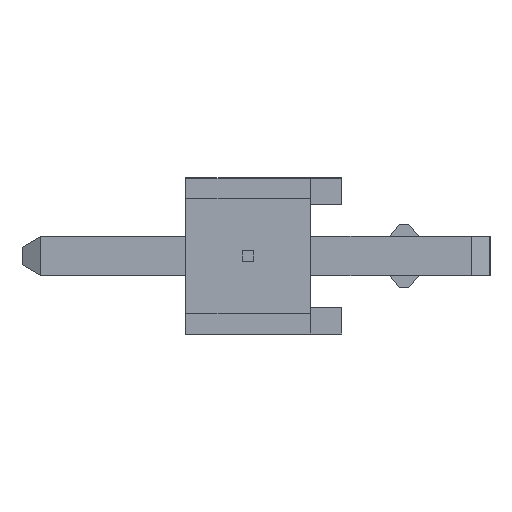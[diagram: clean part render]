
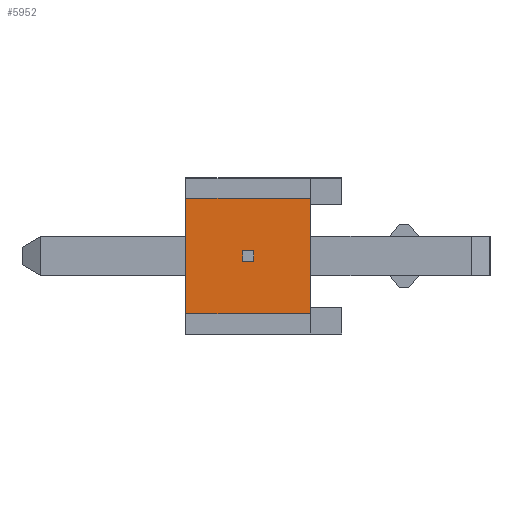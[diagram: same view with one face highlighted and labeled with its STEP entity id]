
A CAD part, left-side view. The second image highlights one B-rep face of the part: STEP entity #5952.
In plain terms, the highlighted planar face has unit normal (-1, 0, 0).
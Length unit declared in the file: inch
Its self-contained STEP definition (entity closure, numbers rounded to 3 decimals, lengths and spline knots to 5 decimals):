
#1243=ORIENTED_EDGE('',*,*,#2443,.F.);
#1244=ORIENTED_EDGE('',*,*,#2444,.F.);
#1245=ORIENTED_EDGE('',*,*,#2445,.F.);
#1246=ORIENTED_EDGE('',*,*,#2446,.F.);
#1247=ORIENTED_EDGE('',*,*,#2447,.F.);
#1248=ORIENTED_EDGE('',*,*,#2448,.F.);
#1249=ORIENTED_EDGE('',*,*,#2449,.F.);
#1250=ORIENTED_EDGE('',*,*,#2450,.F.);
#2443=EDGE_CURVE('',#3023,#3024,#3795,.T.);
#2444=EDGE_CURVE('',#3025,#3023,#3796,.T.);
#2445=EDGE_CURVE('',#3026,#3025,#3797,.T.);
#2446=EDGE_CURVE('',#3024,#3026,#3798,.T.);
#2447=EDGE_CURVE('',#3027,#3028,#3799,.T.);
#2448=EDGE_CURVE('',#3029,#3027,#3800,.T.);
#2449=EDGE_CURVE('',#3030,#3029,#3801,.T.);
#2450=EDGE_CURVE('',#3028,#3030,#3802,.T.);
#3023=VERTEX_POINT('',#9366);
#3024=VERTEX_POINT('',#9367);
#3025=VERTEX_POINT('',#9369);
#3026=VERTEX_POINT('',#9371);
#3027=VERTEX_POINT('',#9374);
#3028=VERTEX_POINT('',#9375);
#3029=VERTEX_POINT('',#9377);
#3030=VERTEX_POINT('',#9379);
#3795=LINE('',#9365,#4623);
#3796=LINE('',#9368,#4624);
#3797=LINE('',#9370,#4625);
#3798=LINE('',#9372,#4626);
#3799=LINE('',#9373,#4627);
#3800=LINE('',#9376,#4628);
#3801=LINE('',#9378,#4629);
#3802=LINE('',#9380,#4630);
#4623=VECTOR('',#7628,39.37008);
#4624=VECTOR('',#7629,39.37008);
#4625=VECTOR('',#7630,39.37008);
#4626=VECTOR('',#7631,39.37008);
#4627=VECTOR('',#7632,39.37008);
#4628=VECTOR('',#7633,39.37008);
#4629=VECTOR('',#7634,39.37008);
#4630=VECTOR('',#7635,39.37008);
#4951=EDGE_LOOP('',(#1243,#1244,#1245,#1246));
#4952=EDGE_LOOP('',(#1247,#1248,#1249,#1250));
#5297=FACE_BOUND('',#4951,.T.);
#5298=FACE_BOUND('',#4952,.T.);
#5631=PLANE('',#6300);
#5952=ADVANCED_FACE('',(#5297,#5298),#5631,.F.);
#6300=AXIS2_PLACEMENT_3D('',#9364,#7626,#7627);
#7626=DIRECTION('',(1.,0.,0.));
#7627=DIRECTION('',(0.,0.,-1.));
#7628=DIRECTION('',(0.,0.,-1.));
#7629=DIRECTION('',(0.,1.,0.));
#7630=DIRECTION('',(0.,0.,1.));
#7631=DIRECTION('',(0.,-1.,0.));
#7632=DIRECTION('',(0.,0.,-1.));
#7633=DIRECTION('',(0.,-1.,0.));
#7634=DIRECTION('',(0.,0.,1.));
#7635=DIRECTION('',(0.,1.,0.));
#9364=CARTESIAN_POINT('',(-0.292,0.,0.));
#9365=CARTESIAN_POINT('',(-0.292,0.06353,0.));
#9366=CARTESIAN_POINT('',(-0.292,0.06353,0.00339));
#9367=CARTESIAN_POINT('',(-0.292,0.06353,-0.00339));
#9368=CARTESIAN_POINT('',(-0.292,0.,0.00339));
#9369=CARTESIAN_POINT('',(-0.292,0.05647,0.00339));
#9370=CARTESIAN_POINT('',(-0.292,0.05647,0.));
#9371=CARTESIAN_POINT('',(-0.292,0.05647,-0.00339));
#9372=CARTESIAN_POINT('',(-0.292,0.,-0.00339));
#9373=CARTESIAN_POINT('',(-0.292,0.02,0.));
#9374=CARTESIAN_POINT('',(-0.292,0.02,0.037));
#9375=CARTESIAN_POINT('',(-0.292,0.02,-0.037));
#9376=CARTESIAN_POINT('',(-0.292,0.1,0.037));
#9377=CARTESIAN_POINT('',(-0.292,0.1,0.037));
#9378=CARTESIAN_POINT('',(-0.292,0.1,-0.037));
#9379=CARTESIAN_POINT('',(-0.292,0.1,-0.037));
#9380=CARTESIAN_POINT('',(-0.292,0.,-0.037));
